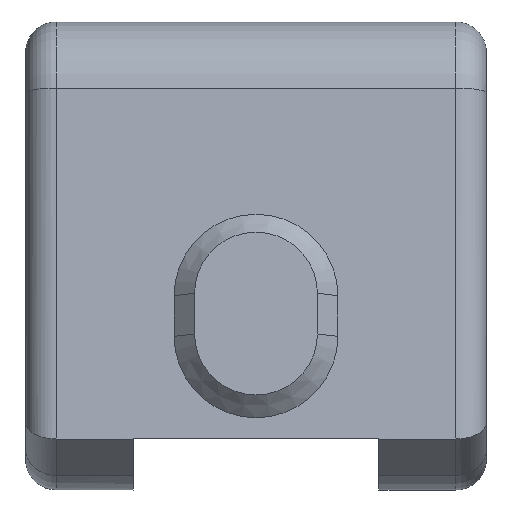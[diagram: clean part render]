
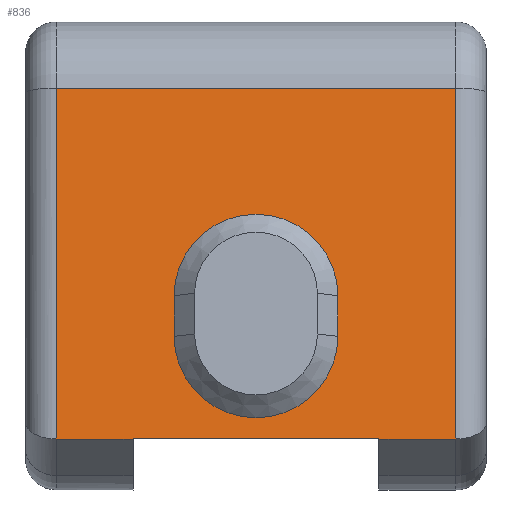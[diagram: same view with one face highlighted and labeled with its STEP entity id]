
A CAD part, left-side view. The second image highlights one B-rep face of the part: STEP entity #836.
In plain terms, the highlighted planar face has unit normal (-0.993, 0, 0.117).
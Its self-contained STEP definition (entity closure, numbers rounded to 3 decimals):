
#62=FACE_BOUND('',#174,.T.);
#69=CIRCLE('',#901,4.);
#70=CIRCLE('',#902,4.);
#123=FACE_OUTER_BOUND('',#173,.T.);
#173=EDGE_LOOP('',(#559,#560,#561,#562,#563,#564,#565,#566));
#174=EDGE_LOOP('',(#567,#568,#569,#570));
#230=LINE('',#1274,#289);
#231=LINE('',#1276,#290);
#232=LINE('',#1278,#291);
#233=LINE('',#1280,#292);
#234=LINE('',#1282,#293);
#235=LINE('',#1284,#294);
#236=LINE('',#1286,#295);
#237=LINE('',#1287,#296);
#238=LINE('',#1292,#297);
#239=LINE('',#1295,#298);
#289=VECTOR('',#1007,3.75);
#290=VECTOR('',#1008,17.254);
#291=VECTOR('',#1009,19.5);
#292=VECTOR('',#1010,17.254);
#293=VECTOR('',#1011,3.75);
#294=VECTOR('',#1012,0.047);
#295=VECTOR('',#1013,12.);
#296=VECTOR('',#1014,0.047);
#297=VECTOR('',#1017,2.);
#298=VECTOR('',#1020,2.);
#348=VERTEX_POINT('',#1272);
#349=VERTEX_POINT('',#1273);
#350=VERTEX_POINT('',#1275);
#351=VERTEX_POINT('',#1277);
#352=VERTEX_POINT('',#1279);
#353=VERTEX_POINT('',#1281);
#354=VERTEX_POINT('',#1283);
#355=VERTEX_POINT('',#1285);
#356=VERTEX_POINT('',#1288);
#357=VERTEX_POINT('',#1289);
#358=VERTEX_POINT('',#1291);
#359=VERTEX_POINT('',#1293);
#430=EDGE_CURVE('',#348,#349,#230,.T.);
#431=EDGE_CURVE('',#349,#350,#231,.T.);
#432=EDGE_CURVE('',#351,#350,#232,.T.);
#433=EDGE_CURVE('',#351,#352,#233,.F.);
#434=EDGE_CURVE('',#352,#353,#234,.T.);
#435=EDGE_CURVE('',#353,#354,#235,.T.);
#436=EDGE_CURVE('',#354,#355,#236,.F.);
#437=EDGE_CURVE('',#355,#348,#237,.T.);
#438=EDGE_CURVE('',#356,#357,#69,.T.);
#439=EDGE_CURVE('',#357,#358,#238,.T.);
#440=EDGE_CURVE('',#358,#359,#70,.T.);
#441=EDGE_CURVE('',#359,#356,#239,.T.);
#559=ORIENTED_EDGE('',*,*,#430,.T.);
#560=ORIENTED_EDGE('',*,*,#431,.T.);
#561=ORIENTED_EDGE('',*,*,#432,.F.);
#562=ORIENTED_EDGE('',*,*,#433,.T.);
#563=ORIENTED_EDGE('',*,*,#434,.T.);
#564=ORIENTED_EDGE('',*,*,#435,.T.);
#565=ORIENTED_EDGE('',*,*,#436,.T.);
#566=ORIENTED_EDGE('',*,*,#437,.T.);
#567=ORIENTED_EDGE('',*,*,#438,.T.);
#568=ORIENTED_EDGE('',*,*,#439,.T.);
#569=ORIENTED_EDGE('',*,*,#440,.T.);
#570=ORIENTED_EDGE('',*,*,#441,.T.);
#817=PLANE('',#900);
#836=ADVANCED_FACE('',(#123,#62),#817,.F.);
#900=AXIS2_PLACEMENT_3D('',#1271,#1005,#1006);
#901=AXIS2_PLACEMENT_3D('',#1290,#1015,#1016);
#902=AXIS2_PLACEMENT_3D('',#1294,#1018,#1019);
#1005=DIRECTION('center_axis',(0.993,0.,-0.117));
#1006=DIRECTION('ref_axis',(-0.117,0.,-0.993));
#1007=DIRECTION('',(0.,-1.,0.));
#1008=DIRECTION('',(0.117,0.,0.993));
#1009=DIRECTION('',(0.,-1.,0.));
#1010=DIRECTION('',(0.117,0.,0.993));
#1011=DIRECTION('',(0.,-1.,0.));
#1012=DIRECTION('',(0.117,0.,0.993));
#1013=DIRECTION('',(0.,1.,0.));
#1014=DIRECTION('',(-0.117,0.,-0.993));
#1015=DIRECTION('center_axis',(0.993,0.,-0.117));
#1016=DIRECTION('ref_axis',(-0.117,0.,-0.993));
#1017=DIRECTION('',(0.117,0.,0.993));
#1018=DIRECTION('center_axis',(0.993,0.,-0.117));
#1019=DIRECTION('ref_axis',(-0.117,0.,-0.993));
#1020=DIRECTION('',(-0.117,0.,-0.993));
#1271=CARTESIAN_POINT('Origin',(-1.253,45.796,5.886));
#1272=CARTESIAN_POINT('',(-3.272,5.25,-11.25));
#1273=CARTESIAN_POINT('',(-3.272,1.5,-11.25));
#1274=CARTESIAN_POINT('',(-3.272,5.25,-11.25));
#1275=CARTESIAN_POINT('',(-1.253,1.5,5.886));
#1276=CARTESIAN_POINT('',(-3.272,1.5,-11.25));
#1277=CARTESIAN_POINT('',(-1.253,21.,5.886));
#1278=CARTESIAN_POINT('',(-1.253,21.,5.886));
#1279=CARTESIAN_POINT('',(-3.272,21.,-11.25));
#1280=CARTESIAN_POINT('',(-3.272,21.,-11.25));
#1281=CARTESIAN_POINT('',(-3.272,17.25,-11.25));
#1282=CARTESIAN_POINT('',(-3.272,21.,-11.25));
#1283=CARTESIAN_POINT('',(-3.267,17.25,-11.203));
#1284=CARTESIAN_POINT('',(-3.272,17.25,-11.25));
#1285=CARTESIAN_POINT('',(-3.267,5.25,-11.203));
#1286=CARTESIAN_POINT('',(-3.267,5.25,-11.203));
#1287=CARTESIAN_POINT('',(-3.267,5.25,-11.203));
#1288=CARTESIAN_POINT('',(-2.682,7.25,-6.238));
#1289=CARTESIAN_POINT('',(-2.682,15.25,-6.238));
#1290=CARTESIAN_POINT('Origin',(-2.682,11.25,-6.238));
#1291=CARTESIAN_POINT('',(-2.448,15.25,-4.252));
#1292=CARTESIAN_POINT('',(-2.682,15.25,-6.238));
#1293=CARTESIAN_POINT('',(-2.448,7.25,-4.252));
#1294=CARTESIAN_POINT('Origin',(-2.448,11.25,-4.252));
#1295=CARTESIAN_POINT('',(-2.448,7.25,-4.252));
